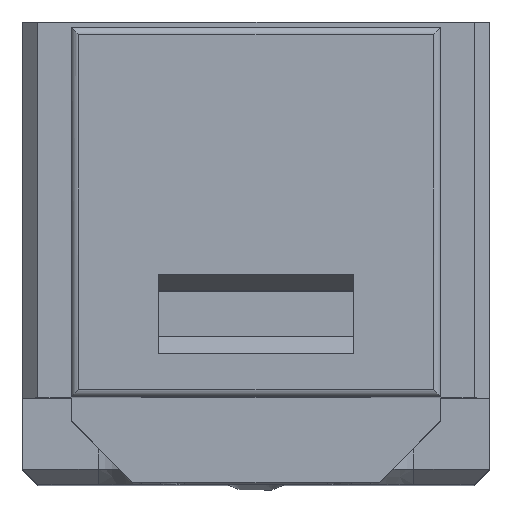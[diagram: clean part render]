
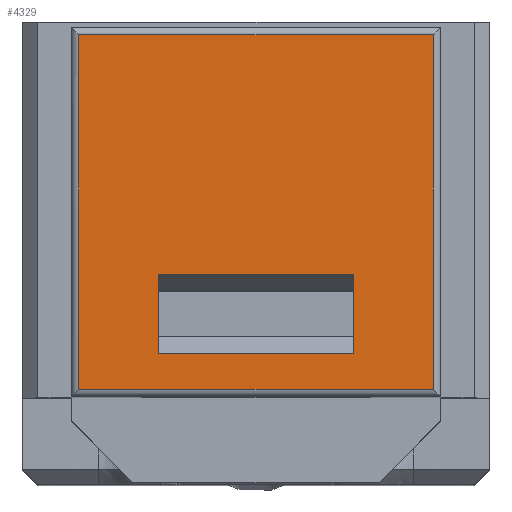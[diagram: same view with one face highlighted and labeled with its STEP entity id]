
A CAD part, top view. The second image highlights one B-rep face of the part: STEP entity #4329.
In plain terms, the highlighted planar face has unit normal (0, 0, 1).
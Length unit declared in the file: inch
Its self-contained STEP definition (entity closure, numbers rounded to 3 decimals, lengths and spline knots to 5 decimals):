
#37 = ORIENTED_EDGE ( 'NONE', *, *, #2311, .T. ) ;
#43 = ORIENTED_EDGE ( 'NONE', *, *, #2979, .F. ) ;
#54 = FACE_OUTER_BOUND ( 'NONE', #917, .T. ) ;
#105 = ORIENTED_EDGE ( 'NONE', *, *, #728, .T. ) ;
#162 = CARTESIAN_POINT ( 'NONE',  ( -0.25, -0.64763, 1.79528 ) ) ;
#205 = CARTESIAN_POINT ( 'NONE',  ( 0.25, -0.84844, 1.79528 ) ) ;
#220 = VERTEX_POINT ( 'NONE', #162 ) ;
#362 = DIRECTION ( 'NONE',  ( 1., 0., 0. ) ) ;
#381 = CARTESIAN_POINT ( 'NONE',  ( -0.23622, -0.03543, 1.79528 ) ) ;
#447 = CARTESIAN_POINT ( 'NONE',  ( 0.23622, -0.94094, 1.79528 ) ) ;
#512 = CARTESIAN_POINT ( 'NONE',  ( -0.25, -0.48819, 1.79528 ) ) ;
#550 = VECTOR ( 'NONE', #362, 39.37008 ) ;
#553 = DIRECTION ( 'NONE',  ( 0., 1., 0. ) ) ;
#568 = CARTESIAN_POINT ( 'NONE',  ( -0.45276, -0.72441, 1.79528 ) ) ;
#620 = EDGE_CURVE ( 'NONE', #2362, #4191, #3250, .T. ) ;
#629 = ORIENTED_EDGE ( 'NONE', *, *, #1865, .F. ) ;
#653 = CARTESIAN_POINT ( 'NONE',  ( -0.45276, -0.94094, 1.79528 ) ) ;
#658 = VECTOR ( 'NONE', #1857, 39.37008 ) ;
#728 = EDGE_CURVE ( 'NONE', #2301, #2995, #3186, .T. ) ;
#762 = LINE ( 'NONE', #512, #4406 ) ;
#814 = FACE_BOUND ( 'NONE', #3153, .T. ) ;
#917 = EDGE_LOOP ( 'NONE', ( #43, #37, #629, #1131 ) ) ;
#936 = CARTESIAN_POINT ( 'NONE',  ( -0.45276, -0.03543, 1.79528 ) ) ;
#960 = VECTOR ( 'NONE', #2149, 39.37008 ) ;
#1014 = DIRECTION ( 'NONE',  ( 1., 0., 0. ) ) ;
#1131 = ORIENTED_EDGE ( 'NONE', *, *, #620, .F. ) ;
#1208 = EDGE_CURVE ( 'NONE', #1565, #2301, #3974, .T. ) ;
#1241 = CARTESIAN_POINT ( 'NONE',  ( -0.25, -0.84844, 1.79528 ) ) ;
#1287 = DIRECTION ( 'NONE',  ( 0., 1., 0. ) ) ;
#1369 = CARTESIAN_POINT ( 'NONE',  ( 0.45276, -0.94094, 1.79528 ) ) ;
#1389 = PLANE ( 'NONE',  #1604 ) ;
#1565 = VERTEX_POINT ( 'NONE', #3459 ) ;
#1604 = AXIS2_PLACEMENT_3D ( 'NONE', #1780, #4436, #1867 ) ;
#1684 = VECTOR ( 'NONE', #1014, 39.37008 ) ;
#1710 = VERTEX_POINT ( 'NONE', #2627 ) ;
#1780 = CARTESIAN_POINT ( 'NONE',  ( 0., -0.48819, 1.79528 ) ) ;
#1857 = DIRECTION ( 'NONE',  ( -1., 0., 0. ) ) ;
#1865 = EDGE_CURVE ( 'NONE', #4191, #1710, #2118, .T. ) ;
#1867 = DIRECTION ( 'NONE',  ( 1., 0., 0. ) ) ;
#1930 = LINE ( 'NONE', #447, #3779 ) ;
#1989 = DIRECTION ( 'NONE',  ( -1., 0., 0. ) ) ;
#2118 = LINE ( 'NONE', #381, #550 ) ;
#2149 = DIRECTION ( 'NONE',  ( 0., 1., 0. ) ) ;
#2301 = VERTEX_POINT ( 'NONE', #205 ) ;
#2311 = EDGE_CURVE ( 'NONE', #4269, #1710, #2658, .T. ) ;
#2320 = ORIENTED_EDGE ( 'NONE', *, *, #2569, .T. ) ;
#2362 = VERTEX_POINT ( 'NONE', #653 ) ;
#2569 = EDGE_CURVE ( 'NONE', #220, #1565, #3726, .T. ) ;
#2627 = CARTESIAN_POINT ( 'NONE',  ( 0.45276, -0.03543, 1.79528 ) ) ;
#2658 = LINE ( 'NONE', #3284, #960 ) ;
#2666 = DIRECTION ( 'NONE',  ( 0., -1., 0. ) ) ;
#2897 = VECTOR ( 'NONE', #2666, 39.37008 ) ;
#2979 = EDGE_CURVE ( 'NONE', #4269, #2362, #1930, .T. ) ;
#2995 = VERTEX_POINT ( 'NONE', #1241 ) ;
#3007 = ORIENTED_EDGE ( 'NONE', *, *, #1208, .T. ) ;
#3153 = EDGE_LOOP ( 'NONE', ( #3775, #2320, #3007, #105 ) ) ;
#3186 = LINE ( 'NONE', #3730, #658 ) ;
#3250 = LINE ( 'NONE', #568, #4488 ) ;
#3284 = CARTESIAN_POINT ( 'NONE',  ( 0.45276, -0.48819, 1.79528 ) ) ;
#3434 = EDGE_CURVE ( 'NONE', #2995, #220, #762, .T. ) ;
#3459 = CARTESIAN_POINT ( 'NONE',  ( 0.25, -0.64763, 1.79528 ) ) ;
#3703 = CARTESIAN_POINT ( 'NONE',  ( 0., -0.64763, 1.79528 ) ) ;
#3726 = LINE ( 'NONE', #3703, #1684 ) ;
#3730 = CARTESIAN_POINT ( 'NONE',  ( 0., -0.84844, 1.79528 ) ) ;
#3775 = ORIENTED_EDGE ( 'NONE', *, *, #3434, .T. ) ;
#3779 = VECTOR ( 'NONE', #1989, 39.37008 ) ;
#3974 = LINE ( 'NONE', #4931, #2897 ) ;
#4191 = VERTEX_POINT ( 'NONE', #936 ) ;
#4269 = VERTEX_POINT ( 'NONE', #1369 ) ;
#4329 = ADVANCED_FACE ( 'NONE', ( #814, #54 ), #1389, .T. ) ;
#4406 = VECTOR ( 'NONE', #1287, 39.37008 ) ;
#4436 = DIRECTION ( 'NONE',  ( 0., 0., 1. ) ) ;
#4488 = VECTOR ( 'NONE', #553, 39.37008 ) ;
#4931 = CARTESIAN_POINT ( 'NONE',  ( 0.25, -0.48819, 1.79528 ) ) ;
